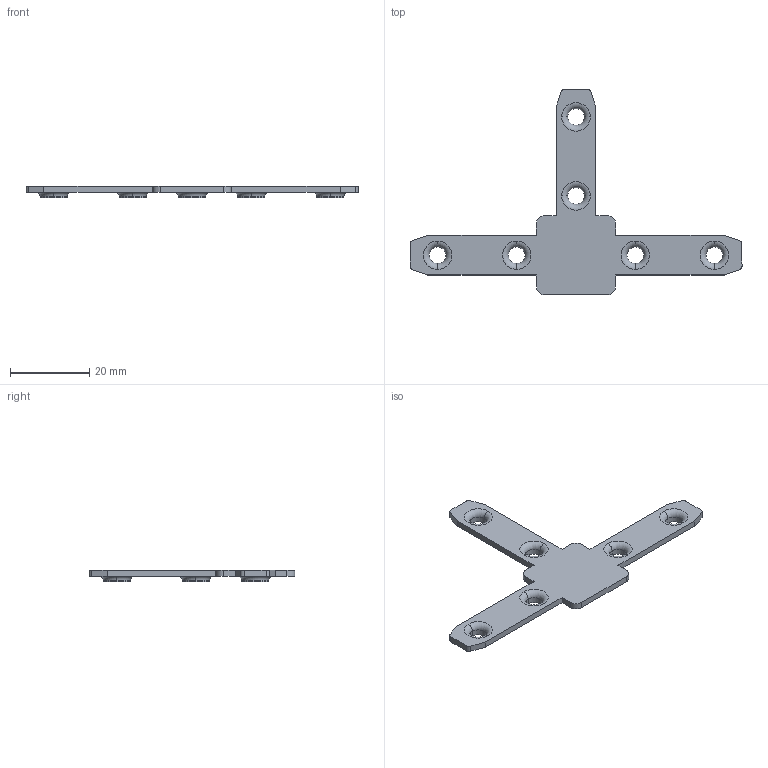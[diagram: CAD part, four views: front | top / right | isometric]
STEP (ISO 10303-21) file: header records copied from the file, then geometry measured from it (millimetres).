
FILE_DESCRIPTION (( 'STEP AP214' ), '1' );
FILE_NAME ('A379 3-åõ ñòîðîííèé âíóòðåííèé ñîåäèíèòåëü, ïàç 6.STEP', '2020-05-19T13:52:15', ( 'Ñòàñ' ), ( '' ), 'SwSTEP 2.0', 'SolidWorks 2020', '' );
FILE_SCHEMA (( 'AUTOMOTIVE_DESIGN' ));
Length unit declared in the file: millimetre
Products named in the file (1): A379 3-åõ ñòîðîííèé âíóòðåííèé ñîåäèíèòåëü, ïàç 6
Bounding box: 84 x 52 x 3 mm (x, y, z)
Volume: 2187.3 mm3; surface area: 3242.5 mm2
Topology: 1 solids, 1 shells, 88 faces, 216 edges, 136 vertices
Faces by surface type: cylinder 34, plane 30, torus 24
Entity records: 2814 total; most frequent: DIRECTION 510, CARTESIAN_POINT 441, ORIENTED_EDGE 432, EDGE_CURVE 216, AXIS2_PLACEMENT_3D 205, VERTEX_POINT 136, CIRCLE 116, EDGE_LOOP 106
